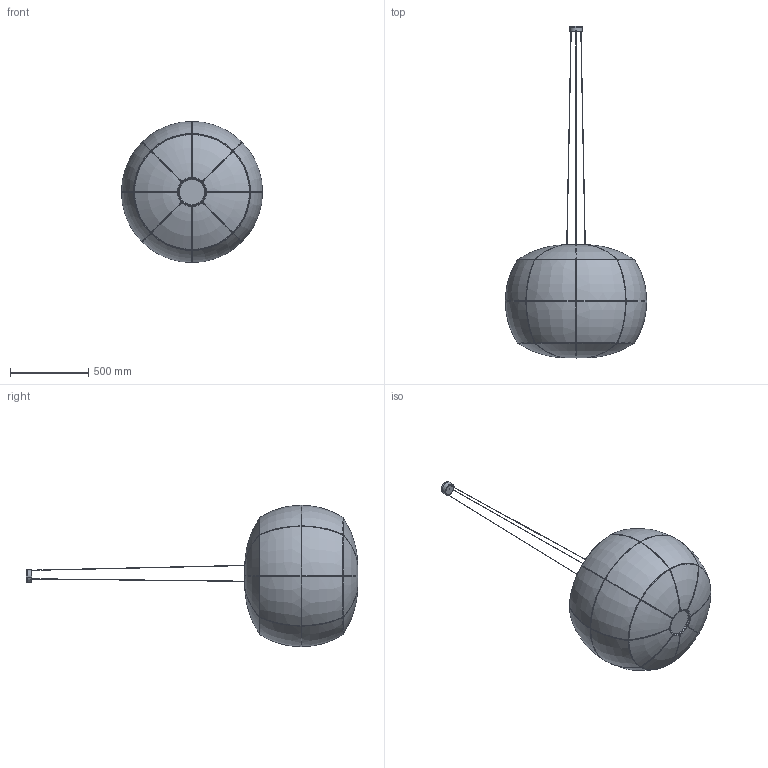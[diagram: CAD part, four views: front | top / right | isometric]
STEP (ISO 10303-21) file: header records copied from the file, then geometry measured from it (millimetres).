
FILE_DESCRIPTION (( 'STEP AP214' ), '1' );
FILE_NAME ('BIG GLOW_900_Assembly.STEP', '2025-03-17T05:15:01', ( '' ), ( '' ), 'SwSTEP 2.0', 'SolidWorks 2017', '' );
FILE_SCHEMA (( 'AUTOMOTIVE_DESIGN' ));
Length unit declared in the file: millimetre
Products named in the file (4): Big Glow Lightsource Concept 3 - Jo Copy; BIG GLOW_900; Seamless Canopy Suspension Wire; BIG GLOW_900_Assembly
Assembly tree (4 placements, depth 2):
  BIG GLOW_900_Assembly
    BIG GLOW_900
    Big Glow Lightsource Concept 3 - Jo Copy  x2
    Seamless Canopy Suspension Wire
Bounding box: 902.51 x 2121.64 x 902.51 mm (x, y, z)
Volume: 3275656.6 mm3; surface area: 5494444.2 mm2
Topology: 44 solids, 44 shells, 1418 faces, 3395 edges, 1904 vertices
Faces by surface type: bspline 328, sphere 320, torus 264, plane 218, cylinder 164, cone 124
Entity records: 55621 total; most frequent: CARTESIAN_POINT 28075, ORIENTED_EDGE 5594, DIRECTION 5431, EDGE_CURVE 2797, AXIS2_PLACEMENT_3D 2602, VERTEX_POINT 1574, CIRCLE 1562, EDGE_LOOP 1427
